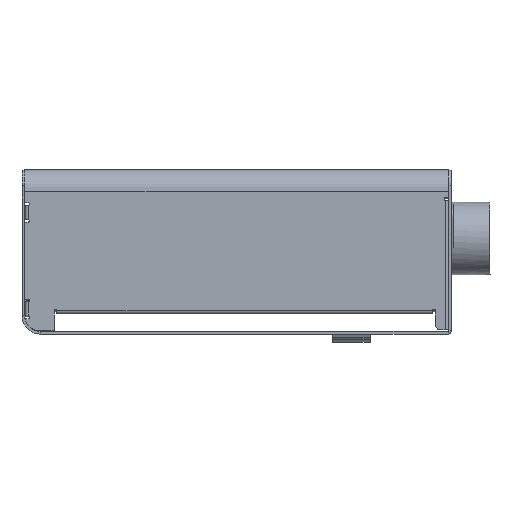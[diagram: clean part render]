
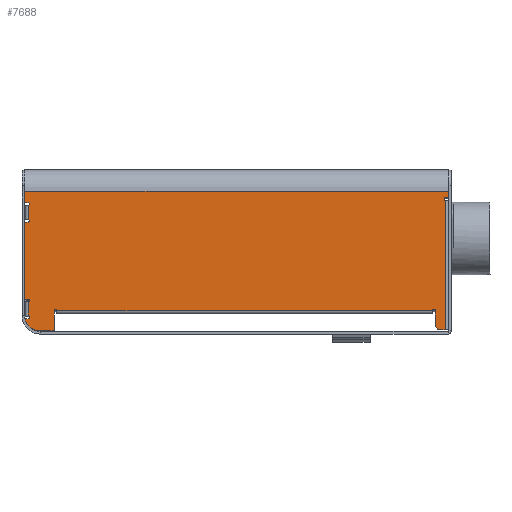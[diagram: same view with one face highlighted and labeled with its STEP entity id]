
A CAD part, left-side view. The second image highlights one B-rep face of the part: STEP entity #7688.
In plain terms, the highlighted face is planar.
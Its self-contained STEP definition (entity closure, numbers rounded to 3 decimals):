
#426=PLANE('',#8478);
#769=FACE_OUTER_BOUND('',#1257,.T.);
#1257=EDGE_LOOP('',(#6237,#6238,#6239,#6240,#6241,#6242,#6243,#6244,#6245,
#6246,#6247,#6248,#6249,#6250,#6251,#6252,#6253,#6254,#6255,#6256,#6257,
#6258,#6259,#6260,#6261,#6262,#6263,#6264,#6265,#6266));
#1954=LINE('',#12566,#2639);
#1958=LINE('',#12580,#2643);
#1961=LINE('',#12590,#2646);
#1963=LINE('',#12594,#2648);
#1964=LINE('',#12596,#2649);
#1965=LINE('',#12598,#2650);
#1966=LINE('',#12600,#2651);
#1967=LINE('',#12604,#2652);
#1968=LINE('',#12608,#2653);
#1969=LINE('',#12610,#2654);
#1970=LINE('',#12612,#2655);
#1971=LINE('',#12616,#2656);
#1972=LINE('',#12618,#2657);
#1973=LINE('',#12622,#2658);
#1974=LINE('',#12624,#2659);
#1975=LINE('',#12626,#2660);
#1976=LINE('',#12628,#2661);
#1977=LINE('',#12630,#2662);
#1978=LINE('',#12634,#2663);
#1979=LINE('',#12638,#2664);
#1980=LINE('',#12639,#2665);
#2639=VECTOR('',#10188,10.);
#2643=VECTOR('',#10210,10.);
#2646=VECTOR('',#10223,10.);
#2648=VECTOR('',#10227,10.);
#2649=VECTOR('',#10228,10.);
#2650=VECTOR('',#10229,10.);
#2651=VECTOR('',#10230,10.);
#2652=VECTOR('',#10233,10.);
#2653=VECTOR('',#10236,10.);
#2654=VECTOR('',#10237,10.);
#2655=VECTOR('',#10238,10.);
#2656=VECTOR('',#10241,10.);
#2657=VECTOR('',#10242,10.);
#2658=VECTOR('',#10245,10.);
#2659=VECTOR('',#10246,10.);
#2660=VECTOR('',#10247,10.);
#2661=VECTOR('',#10248,10.);
#2662=VECTOR('',#10249,10.);
#2663=VECTOR('',#10252,10.);
#2664=VECTOR('',#10255,10.);
#2665=VECTOR('',#10256,10.);
#3140=CIRCLE('',#8451,9.);
#3154=CIRCLE('',#8474,0.794);
#3155=CIRCLE('',#8476,0.794);
#3156=CIRCLE('',#8479,0.794);
#3157=CIRCLE('',#8480,0.794);
#3158=CIRCLE('',#8481,3.);
#3159=CIRCLE('',#8482,0.794);
#3160=CIRCLE('',#8483,0.794);
#3161=CIRCLE('',#8484,0.794);
#3706=VERTEX_POINT('',#12495);
#3707=VERTEX_POINT('',#12496);
#3738=VERTEX_POINT('',#12563);
#3739=VERTEX_POINT('',#12565);
#3740=VERTEX_POINT('',#12579);
#3741=VERTEX_POINT('',#12585);
#3742=VERTEX_POINT('',#12589);
#3743=VERTEX_POINT('',#12593);
#3744=VERTEX_POINT('',#12595);
#3745=VERTEX_POINT('',#12597);
#3746=VERTEX_POINT('',#12599);
#3747=VERTEX_POINT('',#12601);
#3748=VERTEX_POINT('',#12603);
#3749=VERTEX_POINT('',#12605);
#3750=VERTEX_POINT('',#12607);
#3751=VERTEX_POINT('',#12609);
#3752=VERTEX_POINT('',#12611);
#3753=VERTEX_POINT('',#12613);
#3754=VERTEX_POINT('',#12615);
#3755=VERTEX_POINT('',#12617);
#3756=VERTEX_POINT('',#12619);
#3757=VERTEX_POINT('',#12621);
#3758=VERTEX_POINT('',#12623);
#3759=VERTEX_POINT('',#12625);
#3760=VERTEX_POINT('',#12627);
#3761=VERTEX_POINT('',#12629);
#3762=VERTEX_POINT('',#12631);
#3763=VERTEX_POINT('',#12633);
#3764=VERTEX_POINT('',#12635);
#3765=VERTEX_POINT('',#12637);
#4576=EDGE_CURVE('',#3706,#3707,#3140,.T.);
#4611=EDGE_CURVE('',#3738,#3739,#1954,.T.);
#4618=EDGE_CURVE('',#3706,#3740,#1958,.T.);
#4620=EDGE_CURVE('',#3740,#3738,#3154,.T.);
#4621=EDGE_CURVE('',#3739,#3741,#3155,.T.);
#4623=EDGE_CURVE('',#3741,#3742,#1961,.T.);
#4625=EDGE_CURVE('',#3707,#3743,#1963,.T.);
#4626=EDGE_CURVE('',#3743,#3744,#1964,.T.);
#4627=EDGE_CURVE('',#3745,#3744,#1965,.T.);
#4628=EDGE_CURVE('',#3746,#3745,#1966,.T.);
#4629=EDGE_CURVE('',#3747,#3746,#3156,.T.);
#4630=EDGE_CURVE('',#3748,#3747,#1967,.T.);
#4631=EDGE_CURVE('',#3749,#3748,#3157,.T.);
#4632=EDGE_CURVE('',#3750,#3749,#1968,.T.);
#4633=EDGE_CURVE('',#3751,#3750,#1969,.T.);
#4634=EDGE_CURVE('',#3752,#3751,#1970,.T.);
#4635=EDGE_CURVE('',#3752,#3753,#3158,.T.);
#4636=EDGE_CURVE('',#3754,#3753,#1971,.T.);
#4637=EDGE_CURVE('',#3755,#3754,#1972,.T.);
#4638=EDGE_CURVE('',#3756,#3755,#3159,.T.);
#4639=EDGE_CURVE('',#3757,#3756,#1973,.T.);
#4640=EDGE_CURVE('',#3758,#3757,#1974,.T.);
#4641=EDGE_CURVE('',#3759,#3758,#1975,.T.);
#4642=EDGE_CURVE('',#3759,#3760,#1976,.T.);
#4643=EDGE_CURVE('',#3761,#3760,#1977,.T.);
#4644=EDGE_CURVE('',#3762,#3761,#3160,.T.);
#4645=EDGE_CURVE('',#3763,#3762,#1978,.T.);
#4646=EDGE_CURVE('',#3764,#3763,#3161,.T.);
#4647=EDGE_CURVE('',#3765,#3764,#1979,.T.);
#4648=EDGE_CURVE('',#3765,#3742,#1980,.T.);
#6237=ORIENTED_EDGE('',*,*,#4576,.T.);
#6238=ORIENTED_EDGE('',*,*,#4625,.T.);
#6239=ORIENTED_EDGE('',*,*,#4626,.T.);
#6240=ORIENTED_EDGE('',*,*,#4627,.F.);
#6241=ORIENTED_EDGE('',*,*,#4628,.F.);
#6242=ORIENTED_EDGE('',*,*,#4629,.F.);
#6243=ORIENTED_EDGE('',*,*,#4630,.F.);
#6244=ORIENTED_EDGE('',*,*,#4631,.F.);
#6245=ORIENTED_EDGE('',*,*,#4632,.F.);
#6246=ORIENTED_EDGE('',*,*,#4633,.F.);
#6247=ORIENTED_EDGE('',*,*,#4634,.F.);
#6248=ORIENTED_EDGE('',*,*,#4635,.T.);
#6249=ORIENTED_EDGE('',*,*,#4636,.F.);
#6250=ORIENTED_EDGE('',*,*,#4637,.F.);
#6251=ORIENTED_EDGE('',*,*,#4638,.F.);
#6252=ORIENTED_EDGE('',*,*,#4639,.F.);
#6253=ORIENTED_EDGE('',*,*,#4640,.F.);
#6254=ORIENTED_EDGE('',*,*,#4641,.F.);
#6255=ORIENTED_EDGE('',*,*,#4642,.T.);
#6256=ORIENTED_EDGE('',*,*,#4643,.F.);
#6257=ORIENTED_EDGE('',*,*,#4644,.F.);
#6258=ORIENTED_EDGE('',*,*,#4645,.F.);
#6259=ORIENTED_EDGE('',*,*,#4646,.F.);
#6260=ORIENTED_EDGE('',*,*,#4647,.F.);
#6261=ORIENTED_EDGE('',*,*,#4648,.T.);
#6262=ORIENTED_EDGE('',*,*,#4623,.F.);
#6263=ORIENTED_EDGE('',*,*,#4621,.F.);
#6264=ORIENTED_EDGE('',*,*,#4611,.F.);
#6265=ORIENTED_EDGE('',*,*,#4620,.F.);
#6266=ORIENTED_EDGE('',*,*,#4618,.F.);
#7688=ADVANCED_FACE('',(#769),#426,.T.);
#8451=AXIS2_PLACEMENT_3D('',#12497,#10138,#10139);
#8474=AXIS2_PLACEMENT_3D('',#12583,#10214,#10215);
#8476=AXIS2_PLACEMENT_3D('',#12586,#10218,#10219);
#8478=AXIS2_PLACEMENT_3D('',#12592,#10225,#10226);
#8479=AXIS2_PLACEMENT_3D('',#12602,#10231,#10232);
#8480=AXIS2_PLACEMENT_3D('',#12606,#10234,#10235);
#8481=AXIS2_PLACEMENT_3D('',#12614,#10239,#10240);
#8482=AXIS2_PLACEMENT_3D('',#12620,#10243,#10244);
#8483=AXIS2_PLACEMENT_3D('',#12632,#10250,#10251);
#8484=AXIS2_PLACEMENT_3D('',#12636,#10253,#10254);
#10138=DIRECTION('center_axis',(0.,0.,1.));
#10139=DIRECTION('ref_axis',(-0.232,0.973,0.));
#10188=DIRECTION('',(1.,0.,0.));
#10210=DIRECTION('',(0.,-1.,0.));
#10214=DIRECTION('center_axis',(0.,0.,1.));
#10215=DIRECTION('ref_axis',(1.,0.,0.));
#10218=DIRECTION('center_axis',(0.,0.,1.));
#10219=DIRECTION('ref_axis',(-1.,0.,0.));
#10223=DIRECTION('',(0.,1.,0.));
#10225=DIRECTION('center_axis',(0.,0.,1.));
#10226=DIRECTION('ref_axis',(1.,0.,0.));
#10227=DIRECTION('',(0.,-1.,0.));
#10228=DIRECTION('',(1.,0.,0.));
#10229=DIRECTION('',(0.,1.,0.));
#10230=DIRECTION('',(-1.,0.,0.));
#10231=DIRECTION('center_axis',(0.,0.,1.));
#10232=DIRECTION('ref_axis',(0.,-1.,0.));
#10233=DIRECTION('',(0.,1.,0.));
#10234=DIRECTION('center_axis',(0.,0.,1.));
#10235=DIRECTION('ref_axis',(0.,1.,0.));
#10236=DIRECTION('',(1.,0.,0.));
#10237=DIRECTION('',(0.,1.,0.));
#10238=DIRECTION('',(1.,0.,0.));
#10239=DIRECTION('center_axis',(0.,0.,1.));
#10240=DIRECTION('ref_axis',(0.,1.,0.));
#10241=DIRECTION('',(0.,1.,0.));
#10242=DIRECTION('',(-1.,0.,0.));
#10243=DIRECTION('center_axis',(0.,0.,1.));
#10244=DIRECTION('ref_axis',(-1.,0.,0.));
#10245=DIRECTION('',(0.,1.,0.));
#10246=DIRECTION('',(-1.,0.,0.));
#10247=DIRECTION('',(0.,-1.,0.));
#10248=DIRECTION('',(-1.,0.,0.));
#10249=DIRECTION('',(0.,1.,0.));
#10250=DIRECTION('center_axis',(0.,0.,1.));
#10251=DIRECTION('ref_axis',(-1.,0.,0.));
#10252=DIRECTION('',(1.,0.,0.));
#10253=DIRECTION('center_axis',(0.,0.,1.));
#10254=DIRECTION('ref_axis',(1.,0.,0.));
#10255=DIRECTION('',(0.,-1.,0.));
#10256=DIRECTION('',(-1.,0.,0.));
#12495=CARTESIAN_POINT('',(-44.688,123.,0.));
#12496=CARTESIAN_POINT('',(-51.6,114.245,0.));
#12497=CARTESIAN_POINT('Origin',(-42.6,114.245,0.));
#12563=CARTESIAN_POINT('',(-43.1,121.095,0.));
#12565=CARTESIAN_POINT('',(-34.9,121.095,0.));
#12566=CARTESIAN_POINT('',(-19.875,121.095,0.));
#12579=CARTESIAN_POINT('',(-44.688,121.095,0.));
#12580=CARTESIAN_POINT('',(-44.688,60.548,0.));
#12583=CARTESIAN_POINT('Origin',(-43.894,121.095,0.));
#12585=CARTESIAN_POINT('',(-33.313,121.095,0.));
#12586=CARTESIAN_POINT('Origin',(-34.106,121.095,0.));
#12589=CARTESIAN_POINT('',(-33.313,123.,0.));
#12590=CARTESIAN_POINT('',(-33.313,61.5,0.));
#12592=CARTESIAN_POINT('Origin',(-4.85,0.,
0.));
#12593=CARTESIAN_POINT('',(-51.6,106.,0.));
#12594=CARTESIAN_POINT('',(-51.6,123.,0.));
#12595=CARTESIAN_POINT('',(-41.9,106.,0.));
#12596=CARTESIAN_POINT('',(-51.6,106.,0.));
#12597=CARTESIAN_POINT('',(-41.9,105.938,0.));
#12598=CARTESIAN_POINT('',(-41.9,-115.3,0.));
#12599=CARTESIAN_POINT('',(-39.995,105.938,0.));
#12600=CARTESIAN_POINT('',(-23.375,105.938,0.));
#12601=CARTESIAN_POINT('',(-39.995,104.35,0.));
#12602=CARTESIAN_POINT('Origin',(-39.995,105.144,0.));
#12603=CARTESIAN_POINT('',(-39.995,-113.65,0.));
#12604=CARTESIAN_POINT('',(-39.995,52.175,0.));
#12605=CARTESIAN_POINT('',(-39.995,-115.238,0.));
#12606=CARTESIAN_POINT('Origin',(-39.995,-114.444,0.));
#12607=CARTESIAN_POINT('',(-41.9,-115.238,0.));
#12608=CARTESIAN_POINT('',(-22.423,-115.238,0.));
#12609=CARTESIAN_POINT('',(-41.9,-115.3,0.));
#12610=CARTESIAN_POINT('',(-41.9,-115.3,0.));
#12611=CARTESIAN_POINT('',(-48.1,-115.3,0.));
#12612=CARTESIAN_POINT('',(-48.1,-115.3,0.));
#12613=CARTESIAN_POINT('',(-51.1,-118.3,0.));
#12614=CARTESIAN_POINT('Origin',(-48.1,-118.3,0.));
#12615=CARTESIAN_POINT('',(-51.1,-121.095,0.));
#12616=CARTESIAN_POINT('',(-51.1,-123.,0.));
#12617=CARTESIAN_POINT('',(24.106,-121.095,0.));
#12618=CARTESIAN_POINT('',(-27.975,-121.095,0.));
#12619=CARTESIAN_POINT('',(25.694,-121.095,0.));
#12620=CARTESIAN_POINT('Origin',(24.9,-121.095,0.));
#12621=CARTESIAN_POINT('',(25.694,-123.,0.));
#12622=CARTESIAN_POINT('',(25.694,-60.548,0.));
#12623=CARTESIAN_POINT('',(29.313,-123.,0.));
#12624=CARTESIAN_POINT('',(41.9,-123.,0.));
#12625=CARTESIAN_POINT('',(29.313,123.,0.));
#12626=CARTESIAN_POINT('',(29.313,-61.5,0.));
#12627=CARTESIAN_POINT('',(22.688,123.,0.));
#12628=CARTESIAN_POINT('',(41.9,123.,0.));
#12629=CARTESIAN_POINT('',(22.688,121.095,0.));
#12630=CARTESIAN_POINT('',(22.688,61.5,0.));
#12631=CARTESIAN_POINT('',(21.1,121.095,0.));
#12632=CARTESIAN_POINT('Origin',(21.894,121.095,0.));
#12633=CARTESIAN_POINT('',(12.9,121.095,0.));
#12634=CARTESIAN_POINT('',(8.125,121.095,0.));
#12635=CARTESIAN_POINT('',(11.313,121.095,0.));
#12636=CARTESIAN_POINT('Origin',(12.106,121.095,0.));
#12637=CARTESIAN_POINT('',(11.313,123.,0.));
#12638=CARTESIAN_POINT('',(11.313,60.548,0.));
#12639=CARTESIAN_POINT('',(41.9,123.,0.));
